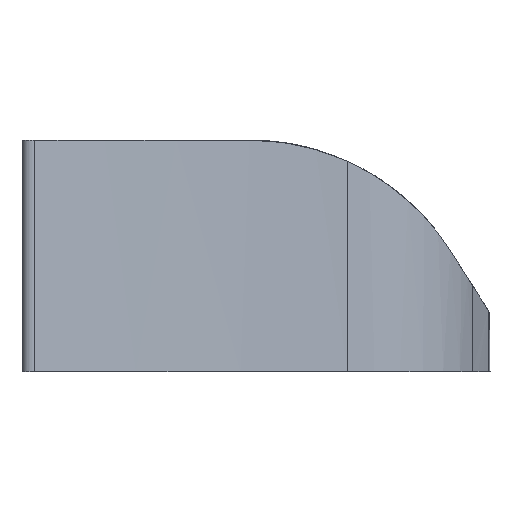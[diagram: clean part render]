
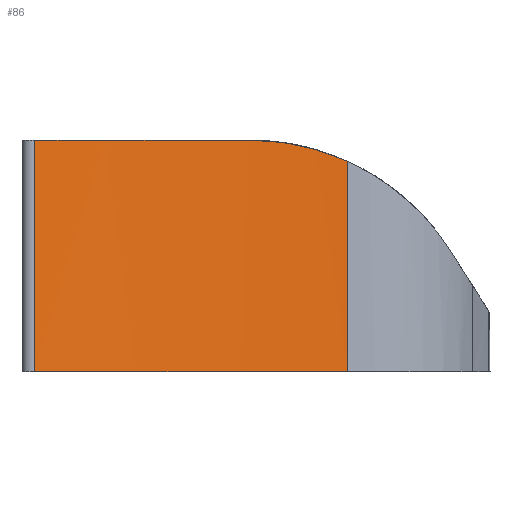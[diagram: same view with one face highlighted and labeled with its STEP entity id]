
A CAD part, left-side view. The second image highlights one B-rep face of the part: STEP entity #86.
In plain terms, the highlighted cylindrical face has radius 40 mm (diameter 80 mm), a partial arc.
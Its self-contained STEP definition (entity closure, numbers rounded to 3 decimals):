
#86=ADVANCED_FACE('',(#336),#338,.F.);
#336=FACE_BOUND('',#337,.T.);
#337=EDGE_LOOP('',(#623,#624,#625,#626,#627));
#338=CYLINDRICAL_SURFACE('',#339,40.);
#339=AXIS2_PLACEMENT_3D('',#340,#341,#342);
#340=CARTESIAN_POINT('',(-55.573,-33.811,0.));
#341=DIRECTION('',(0.,0.,-1.));
#342=DIRECTION('',(0.854,0.52,0.));
#623=ORIENTED_EDGE('',*,*,#740,.F.);
#624=ORIENTED_EDGE('',*,*,#706,.T.);
#625=ORIENTED_EDGE('',*,*,#786,.T.);
#626=ORIENTED_EDGE('',*,*,#757,.T.);
#627=ORIENTED_EDGE('',*,*,#742,.F.);
#706=EDGE_CURVE('',#866,#864,#867,.T.);
#740=EDGE_CURVE('',#866,#921,#922,.T.);
#742=EDGE_CURVE('',#921,#924,#925,.T.);
#757=EDGE_CURVE('',#952,#924,#953,.T.);
#786=EDGE_CURVE('',#864,#952,#993,.T.);
#864=VERTEX_POINT('',#1192);
#866=VERTEX_POINT('',#1197);
#867=CIRCLE('',#1198,40.);
#921=VERTEX_POINT('',#1328);
#922=LINE('',#1329,#1330);
#924=VERTEX_POINT('',#1336);
#925=CIRCLE('',#1337,40.);
#952=VERTEX_POINT('',#1717);
#953=B_SPLINE_CURVE_WITH_KNOTS('',3,
(#1718,#1719,#1720,#1721,#1722,#1723,#1724,#1725,#1726,#1727,#1728,#1729,#1730,#1731,
#1732,#1733,#1734,#1735,#1736,#1737,#1738,#1739,#1740,#1741,#1742,#1743,#1744,#1745,
#1746,#1747,#1748,#1749,#1750,#1751,#1752,#1753,#1754,#1755,#1756,#1757,#1758,#1759,
#1760,#1761,#1762,#1763,#1764),
.UNSPECIFIED.,.F.,.F.,
(4,1,1,1,1,1,1,1,1,1,1,1,1,1,1,1,1,1,1,1,1,1,1,1,1,1,1,1,1,1,1,1,1,1,1,1,1,1,1,1,
1,1,1,1,4),
(0.,0.018,0.039,0.062,0.096,0.13,
0.165,0.19,0.212,0.233,0.255,
0.276,0.298,0.319,0.341,0.363,
0.386,0.408,0.432,0.455,0.479,
0.504,0.529,0.554,0.579,0.604,
0.629,0.653,0.677,0.701,0.724,
0.747,0.769,0.789,0.81,0.829,
0.848,0.872,0.896,0.919,0.935,
0.952,0.968,0.984,1.),
.UNSPECIFIED.);
#993=LINE('',#1940,#1941);
#1192=CARTESIAN_POINT('',(-16.103,-27.318,0.));
#1197=CARTESIAN_POINT('',(-19.373,-16.793,0.));
#1198=AXIS2_PLACEMENT_3D('',#1199,#1200,#1201);
#1199=CARTESIAN_POINT('',(-55.573,-33.811,0.));
#1200=DIRECTION('',(0.,0.,-1.));
#1201=DIRECTION('',(0.905,0.425,0.));
#1328=CARTESIAN_POINT('',(-19.373,-16.793,7.8));
#1329=CARTESIAN_POINT('',(-19.373,-16.793,0.));
#1330=VECTOR('',#1331,1.);
#1331=DIRECTION('',(0.,0.,1.));
#1336=CARTESIAN_POINT('',(-16.79,-24.02,7.8));
#1337=AXIS2_PLACEMENT_3D('',#1338,#1339,#1340);
#1338=CARTESIAN_POINT('',(-55.573,-33.811,7.8));
#1339=DIRECTION('',(0.,0.,-1.));
#1340=DIRECTION('',(0.905,0.425,0.));
#1717=CARTESIAN_POINT('',(-16.103,-27.318,7.089));
#1718=CARTESIAN_POINT('',(-16.103,-27.318,7.089));
#1719=CARTESIAN_POINT('',(-16.106,-27.299,7.097));
#1720=CARTESIAN_POINT('',(-16.113,-27.259,7.115));
#1721=CARTESIAN_POINT('',(-16.124,-27.195,7.143));
#1722=CARTESIAN_POINT('',(-16.137,-27.115,7.177));
#1723=CARTESIAN_POINT('',(-16.154,-27.019,7.217));
#1724=CARTESIAN_POINT('',(-16.173,-26.91,7.26));
#1725=CARTESIAN_POINT('',(-16.19,-26.809,7.298));
#1726=CARTESIAN_POINT('',(-16.206,-26.72,7.331));
#1727=CARTESIAN_POINT('',(-16.22,-26.646,7.357));
#1728=CARTESIAN_POINT('',(-16.233,-26.575,7.381));
#1729=CARTESIAN_POINT('',(-16.245,-26.506,7.404));
#1730=CARTESIAN_POINT('',(-16.258,-26.436,7.427));
#1731=CARTESIAN_POINT('',(-16.272,-26.365,7.449));
#1732=CARTESIAN_POINT('',(-16.285,-26.294,7.47));
#1733=CARTESIAN_POINT('',(-16.299,-26.222,7.491));
#1734=CARTESIAN_POINT('',(-16.313,-26.15,7.512));
#1735=CARTESIAN_POINT('',(-16.328,-26.076,7.532));
#1736=CARTESIAN_POINT('',(-16.343,-26.001,7.551));
#1737=CARTESIAN_POINT('',(-16.358,-25.924,7.57));
#1738=CARTESIAN_POINT('',(-16.374,-25.846,7.589));
#1739=CARTESIAN_POINT('',(-16.39,-25.766,7.607));
#1740=CARTESIAN_POINT('',(-16.407,-25.685,7.625));
#1741=CARTESIAN_POINT('',(-16.424,-25.602,7.642));
#1742=CARTESIAN_POINT('',(-16.442,-25.519,7.658));
#1743=CARTESIAN_POINT('',(-16.459,-25.436,7.674));
#1744=CARTESIAN_POINT('',(-16.477,-25.353,7.688));
#1745=CARTESIAN_POINT('',(-16.495,-25.27,7.702));
#1746=CARTESIAN_POINT('',(-16.513,-25.187,7.715));
#1747=CARTESIAN_POINT('',(-16.531,-25.107,7.726));
#1748=CARTESIAN_POINT('',(-16.549,-25.027,7.737));
#1749=CARTESIAN_POINT('',(-16.567,-24.949,7.746));
#1750=CARTESIAN_POINT('',(-16.584,-24.873,7.754));
#1751=CARTESIAN_POINT('',(-16.601,-24.8,7.762));
#1752=CARTESIAN_POINT('',(-16.617,-24.729,7.769));
#1753=CARTESIAN_POINT('',(-16.633,-24.661,7.774));
#1754=CARTESIAN_POINT('',(-16.649,-24.596,7.779));
#1755=CARTESIAN_POINT('',(-16.665,-24.526,7.784));
#1756=CARTESIAN_POINT('',(-16.683,-24.451,7.789));
#1757=CARTESIAN_POINT('',(-16.702,-24.372,7.792));
#1758=CARTESIAN_POINT('',(-16.72,-24.301,7.795));
#1759=CARTESIAN_POINT('',(-16.735,-24.238,7.797));
#1760=CARTESIAN_POINT('',(-16.749,-24.182,7.798));
#1761=CARTESIAN_POINT('',(-16.762,-24.128,7.799));
#1762=CARTESIAN_POINT('',(-16.776,-24.074,7.8));
#1763=CARTESIAN_POINT('',(-16.785,-24.038,7.8));
#1764=CARTESIAN_POINT('',(-16.79,-24.02,7.8));
#1940=CARTESIAN_POINT('',(-16.103,-27.318,0.));
#1941=VECTOR('',#1942,1.);
#1942=DIRECTION('',(0.,0.,1.));
